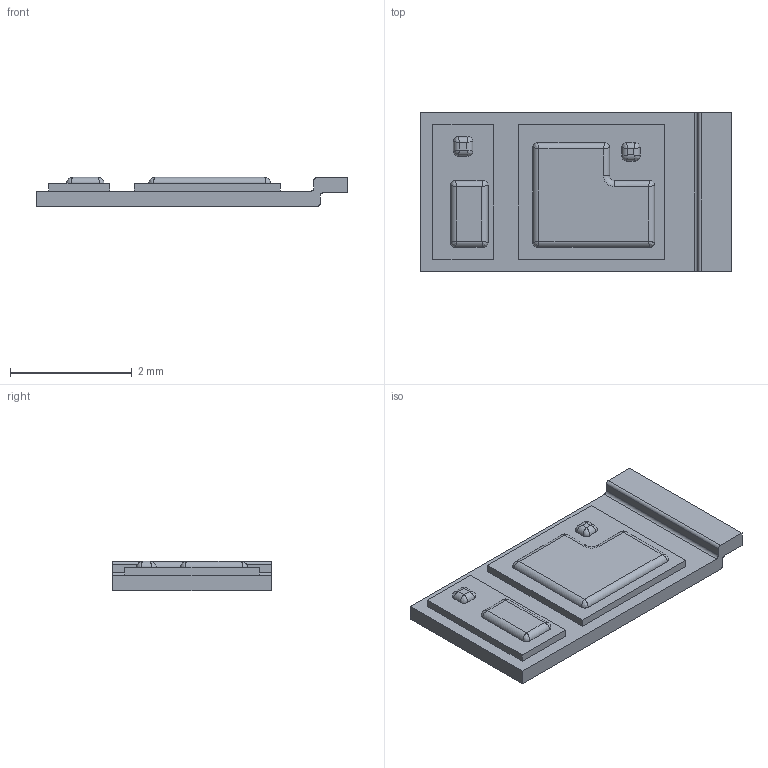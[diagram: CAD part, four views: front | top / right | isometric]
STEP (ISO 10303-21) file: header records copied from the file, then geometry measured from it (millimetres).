
FILE_DESCRIPTION (( 'STEP AP214' ), '1' );
FILE_NAME ('5ptab.STEP', '2018-08-19T02:56:11', ( '' ), ( '' ), 'SwSTEP 2.0', 'SolidWorks 2017', '' );
FILE_SCHEMA (( 'AUTOMOTIVE_DESIGN' ));
Length unit declared in the file: millimetre
Products named in the file (1): 5ptab
Bounding box: 5.1 x 2.6 x 0.48 mm (x, y, z)
Volume: 4.7 mm3; surface area: 34.1 mm2
Topology: 1 solids, 1 shells, 67 faces, 174 edges, 99 vertices
Faces by surface type: plane 25, cylinder 24, bspline 17, torus 1
Entity records: 2982 total; most frequent: CARTESIAN_POINT 817, ORIENTED_EDGE 314, DIRECTION 258, EDGE_CURVE 157, VERTEX_POINT 99, LINE 90, VECTOR 90, AXIS2_PLACEMENT_3D 84
